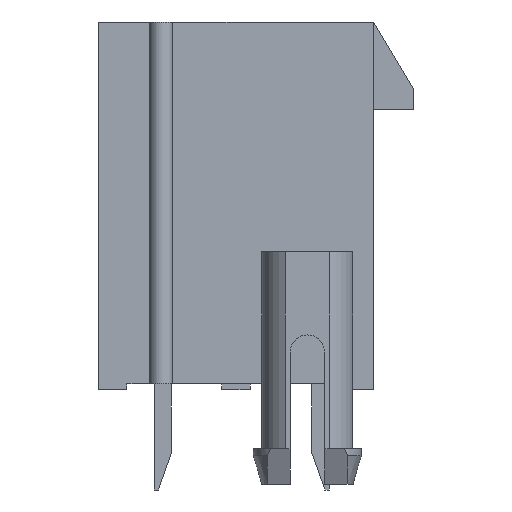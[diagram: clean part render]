
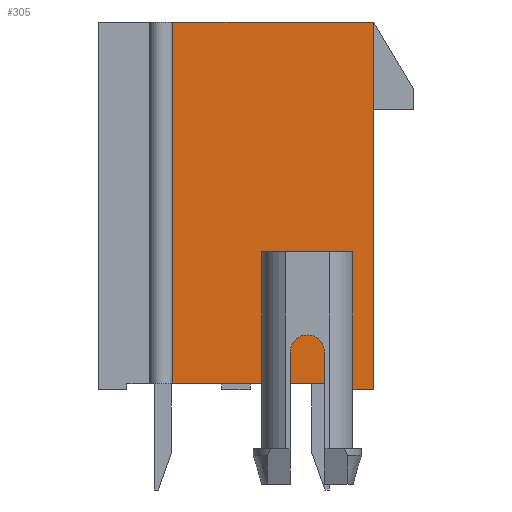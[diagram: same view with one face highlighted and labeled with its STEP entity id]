
A CAD part, left-side view. The second image highlights one B-rep face of the part: STEP entity #305.
In plain terms, the highlighted planar face has unit normal (-1, 0, 0).
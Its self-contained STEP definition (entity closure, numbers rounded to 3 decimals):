
#157 = EDGE_CURVE('',#158,#160,#162,.T.);
#158 = VERTEX_POINT('',#159);
#159 = CARTESIAN_POINT('',(-2.7,-6.35,0.23));
#160 = VERTEX_POINT('',#161);
#161 = CARTESIAN_POINT('',(-2.7,-0.35,0.23));
#162 = LINE('',#163,#164);
#163 = CARTESIAN_POINT('',(-2.7,-6.35,0.23));
#164 = VECTOR('',#165,1.);
#165 = DIRECTION('',(0.,1.,0.));
#305 = ADVANCED_FACE('',(#306,#347),#381,.T.);
#306 = FACE_BOUND('',#307,.F.);
#307 = EDGE_LOOP('',(#308,#309,#317,#325,#333,#341));
#308 = ORIENTED_EDGE('',*,*,#157,.T.);
#309 = ORIENTED_EDGE('',*,*,#310,.F.);
#310 = EDGE_CURVE('',#311,#160,#313,.T.);
#311 = VERTEX_POINT('',#312);
#312 = CARTESIAN_POINT('',(-2.7,-0.35,12.83));
#313 = LINE('',#314,#315);
#314 = CARTESIAN_POINT('',(-2.7,-0.35,12.83));
#315 = VECTOR('',#316,1.);
#316 = DIRECTION('',(0.,0.,-1.));
#317 = ORIENTED_EDGE('',*,*,#318,.F.);
#318 = EDGE_CURVE('',#319,#311,#321,.T.);
#319 = VERTEX_POINT('',#320);
#320 = CARTESIAN_POINT('',(-2.7,-7.35,12.83));
#321 = LINE('',#322,#323);
#322 = CARTESIAN_POINT('',(-2.7,-7.35,12.83));
#323 = VECTOR('',#324,1.);
#324 = DIRECTION('',(0.,1.,0.));
#325 = ORIENTED_EDGE('',*,*,#326,.F.);
#326 = EDGE_CURVE('',#327,#319,#329,.T.);
#327 = VERTEX_POINT('',#328);
#328 = CARTESIAN_POINT('',(-2.7,-7.35,0.03));
#329 = LINE('',#330,#331);
#330 = CARTESIAN_POINT('',(-2.7,-7.35,0.03));
#331 = VECTOR('',#332,1.);
#332 = DIRECTION('',(0.,0.,1.));
#333 = ORIENTED_EDGE('',*,*,#334,.F.);
#334 = EDGE_CURVE('',#335,#327,#337,.T.);
#335 = VERTEX_POINT('',#336);
#336 = CARTESIAN_POINT('',(-2.7,-6.35,0.03));
#337 = LINE('',#338,#339);
#338 = CARTESIAN_POINT('',(-2.7,-6.35,0.03));
#339 = VECTOR('',#340,1.);
#340 = DIRECTION('',(0.,-1.,0.));
#341 = ORIENTED_EDGE('',*,*,#342,.T.);
#342 = EDGE_CURVE('',#335,#158,#343,.T.);
#343 = LINE('',#344,#345);
#344 = CARTESIAN_POINT('',(-2.7,-6.35,0.03));
#345 = VECTOR('',#346,1.);
#346 = DIRECTION('',(0.,0.,1.));
#347 = FACE_BOUND('',#348,.F.);
#348 = EDGE_LOOP('',(#349,#359,#367,#375));
#349 = ORIENTED_EDGE('',*,*,#350,.T.);
#350 = EDGE_CURVE('',#351,#353,#355,.T.);
#351 = VERTEX_POINT('',#352);
#352 = CARTESIAN_POINT('',(-2.7,-3.905,4.83));
#353 = VERTEX_POINT('',#354);
#354 = CARTESIAN_POINT('',(-2.7,-3.905,2.73));
#355 = LINE('',#356,#357);
#356 = CARTESIAN_POINT('',(-2.7,-3.905,4.83));
#357 = VECTOR('',#358,1.);
#358 = DIRECTION('',(0.,0.,-1.));
#359 = ORIENTED_EDGE('',*,*,#360,.T.);
#360 = EDGE_CURVE('',#353,#361,#363,.T.);
#361 = VERTEX_POINT('',#362);
#362 = CARTESIAN_POINT('',(-2.7,-6.175,2.73));
#363 = LINE('',#364,#365);
#364 = CARTESIAN_POINT('',(-2.7,-3.905,2.73));
#365 = VECTOR('',#366,1.);
#366 = DIRECTION('',(0.,-1.,0.));
#367 = ORIENTED_EDGE('',*,*,#368,.F.);
#368 = EDGE_CURVE('',#369,#361,#371,.T.);
#369 = VERTEX_POINT('',#370);
#370 = CARTESIAN_POINT('',(-2.7,-6.175,4.83));
#371 = LINE('',#372,#373);
#372 = CARTESIAN_POINT('',(-2.7,-6.175,4.83));
#373 = VECTOR('',#374,1.);
#374 = DIRECTION('',(0.,0.,-1.));
#375 = ORIENTED_EDGE('',*,*,#376,.T.);
#376 = EDGE_CURVE('',#369,#351,#377,.T.);
#377 = LINE('',#378,#379);
#378 = CARTESIAN_POINT('',(-2.7,-6.175,4.83));
#379 = VECTOR('',#380,1.);
#380 = DIRECTION('',(0.,1.,0.));
#381 = PLANE('',#382);
#382 = AXIS2_PLACEMENT_3D('',#383,#384,#385);
#383 = CARTESIAN_POINT('',(-2.7,-2.55,0.03));
#384 = DIRECTION('',(-1.,0.,0.));
#385 = DIRECTION('',(0.,-1.,0.));
